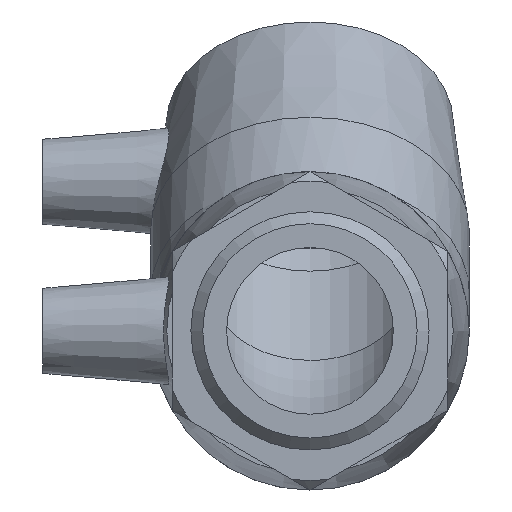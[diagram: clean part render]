
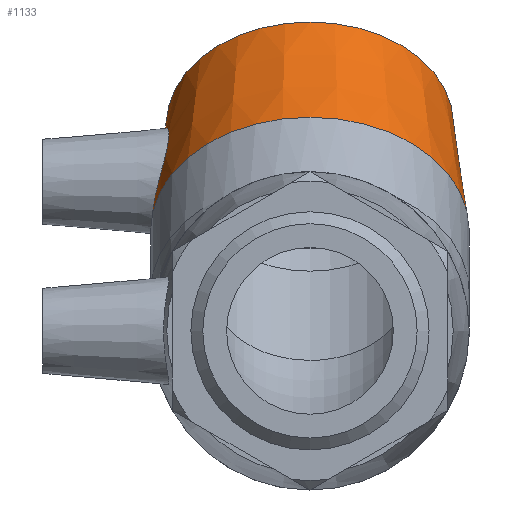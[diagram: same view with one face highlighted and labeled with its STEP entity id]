
A CAD part, left-side view. The second image highlights one B-rep face of the part: STEP entity #1133.
In plain terms, the highlighted conical face has half-angle 6.032 degrees and reference radius 26.6 mm.
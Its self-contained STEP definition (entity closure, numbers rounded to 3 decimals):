
#18=B_SPLINE_CURVE_WITH_KNOTS('',3,(#2083,#2084,#2085,#2086,#2087,#2088,
#2089,#2090,#2091,#2092,#2093,#2094,#2095,#2096,#2097,#2098,#2099,#2100,
#2101,#2102,#2103,#2104,#2105,#2106,#2107,#2108,#2109,#2110,#2111,#2112,
#2113,#2114,#2115,#2116),.UNSPECIFIED.,.T.,.F.,(4,2,2,2,2,2,2,2,2,2,2,2,
2,2,2,2,4),(0.,0.343,0.687,1.033,1.38,
1.726,2.073,2.416,2.76,3.132,
3.505,3.868,4.232,4.595,4.959,
5.331,5.704),.UNSPECIFIED.);
#214=FACE_BOUND('',#400,.T.);
#215=FACE_BOUND('',#401,.T.);
#293=FACE_OUTER_BOUND('',#399,.T.);
#399=EDGE_LOOP('',(#1013));
#400=EDGE_LOOP('',(#1014));
#401=EDGE_LOOP('',(#1015));
#468=CIRCLE('',#1257,28.);
#472=CIRCLE('',#1267,25.2);
#577=VERTEX_POINT('',#2078);
#578=VERTEX_POINT('',#2082);
#582=VERTEX_POINT('',#2127);
#724=EDGE_CURVE('',#577,#577,#468,.T.);
#726=EDGE_CURVE('',#578,#578,#18,.T.);
#730=EDGE_CURVE('',#582,#582,#472,.T.);
#1013=ORIENTED_EDGE('',*,*,#724,.F.);
#1014=ORIENTED_EDGE('',*,*,#726,.T.);
#1015=ORIENTED_EDGE('',*,*,#730,.T.);
#1062=CONICAL_SURFACE('',#1268,26.6,6.032);
#1133=ADVANCED_FACE('',(#293,#214,#215),#1062,.T.);
#1257=AXIS2_PLACEMENT_3D('',#2079,#1543,#1544);
#1267=AXIS2_PLACEMENT_3D('',#2128,#1563,#1564);
#1268=AXIS2_PLACEMENT_3D('',#2129,#1565,#1566);
#1543=DIRECTION('center_axis',(-0.707,0.,
-0.707));
#1544=DIRECTION('ref_axis',(-0.707,0.,0.707));
#1563=DIRECTION('center_axis',(-0.707,0.,
-0.707));
#1564=DIRECTION('ref_axis',(-0.707,0.,0.707));
#1565=DIRECTION('center_axis',(-0.707,0.,
-0.707));
#1566=DIRECTION('ref_axis',(0.,1.,0.));
#2078=CARTESIAN_POINT('',(17.787,28.,17.787));
#2079=CARTESIAN_POINT('Origin',(17.787,0.,
17.787));
#2082=CARTESIAN_POINT('',(33.198,24.976,19.881));
#2083=CARTESIAN_POINT('Ctrl Pts',(33.198,24.976,19.881));
#2084=CARTESIAN_POINT('Ctrl Pts',(33.973,24.863,20.716));
#2085=CARTESIAN_POINT('Ctrl Pts',(34.635,24.833,21.763));
#2086=CARTESIAN_POINT('Ctrl Pts',(35.484,24.934,24.034));
#2087=CARTESIAN_POINT('Ctrl Pts',(35.671,25.059,25.258));
#2088=CARTESIAN_POINT('Ctrl Pts',(35.61,25.318,27.542));
#2089=CARTESIAN_POINT('Ctrl Pts',(35.353,25.47,28.761));
#2090=CARTESIAN_POINT('Ctrl Pts',(34.383,25.687,31.007));
#2091=CARTESIAN_POINT('Ctrl Pts',(33.668,25.749,32.035));
#2092=CARTESIAN_POINT('Ctrl Pts',(32.035,25.749,33.668));
#2093=CARTESIAN_POINT('Ctrl Pts',(31.007,25.687,34.383));
#2094=CARTESIAN_POINT('Ctrl Pts',(28.761,25.47,35.353));
#2095=CARTESIAN_POINT('Ctrl Pts',(27.542,25.318,35.61));
#2096=CARTESIAN_POINT('Ctrl Pts',(25.258,25.059,35.671));
#2097=CARTESIAN_POINT('Ctrl Pts',(24.034,24.934,35.484));
#2098=CARTESIAN_POINT('Ctrl Pts',(21.763,24.833,34.635));
#2099=CARTESIAN_POINT('Ctrl Pts',(20.716,24.863,33.973));
#2100=CARTESIAN_POINT('Ctrl Pts',(18.975,25.098,32.357));
#2101=CARTESIAN_POINT('Ctrl Pts',(18.207,25.331,31.283));
#2102=CARTESIAN_POINT('Ctrl Pts',(17.196,25.922,28.93));
#2103=CARTESIAN_POINT('Ctrl Pts',(16.95,26.273,27.65));
#2104=CARTESIAN_POINT('Ctrl Pts',(16.949,26.88,25.273));
#2105=CARTESIAN_POINT('Ctrl Pts',(17.182,27.18,24.012));
#2106=CARTESIAN_POINT('Ctrl Pts',(18.147,27.596,21.673));
#2107=CARTESIAN_POINT('Ctrl Pts',(18.88,27.709,20.594));
#2108=CARTESIAN_POINT('Ctrl Pts',(20.594,27.709,18.88));
#2109=CARTESIAN_POINT('Ctrl Pts',(21.673,27.596,18.147));
#2110=CARTESIAN_POINT('Ctrl Pts',(24.012,27.18,17.182));
#2111=CARTESIAN_POINT('Ctrl Pts',(25.273,26.88,16.949));
#2112=CARTESIAN_POINT('Ctrl Pts',(27.65,26.273,16.95));
#2113=CARTESIAN_POINT('Ctrl Pts',(28.93,25.922,17.196));
#2114=CARTESIAN_POINT('Ctrl Pts',(31.283,25.331,18.207));
#2115=CARTESIAN_POINT('Ctrl Pts',(32.357,25.098,18.975));
#2116=CARTESIAN_POINT('Ctrl Pts',(33.198,24.976,19.881));
#2127=CARTESIAN_POINT('',(36.526,25.2,36.526));
#2128=CARTESIAN_POINT('Origin',(36.526,0.,36.526));
#2129=CARTESIAN_POINT('Origin',(27.157,0.,
27.157));
